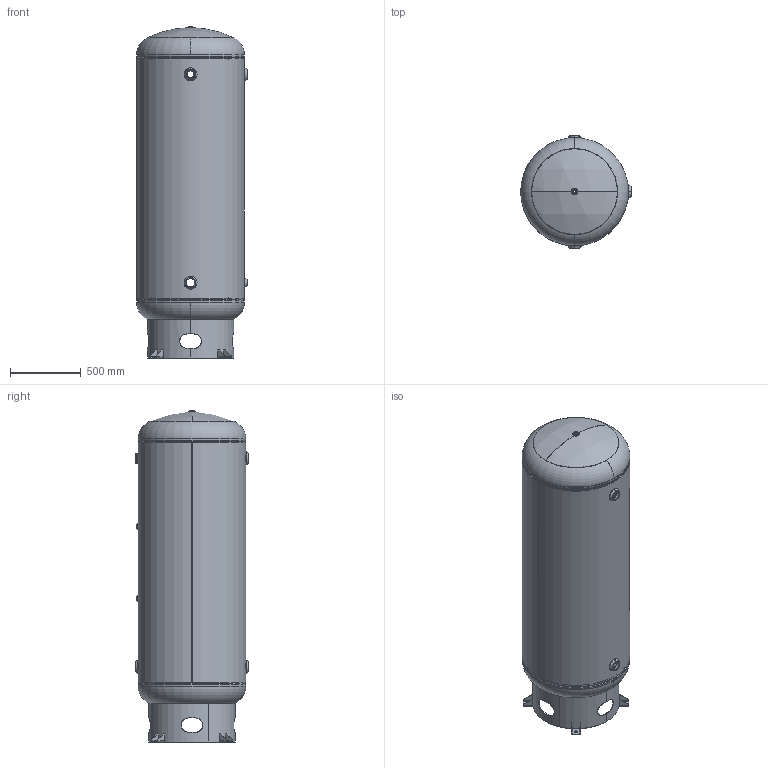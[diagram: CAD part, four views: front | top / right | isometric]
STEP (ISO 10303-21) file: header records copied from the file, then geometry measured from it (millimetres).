
FILE_DESCRIPTION (( 'STEP AP203' ), '1' );
FILE_NAME ('302428.STEP', '2012-02-14T18:59:28', ( '' ), ( '' ), 'SwSTEP 2.0', 'SolidWorks 2011', '' );
FILE_SCHEMA (( 'CONFIG_CONTROL_DESIGN' ));
Length unit declared in the file: inch
Products named in the file (1): 302428
Bounding box: 782.62 x 803.25 x 2347.78 mm (x, y, z)
Surface area: 11892935.2 mm2 (no closed solid volume)
Topology: 0 solids, 26 shells, 290 faces, 775 edges, 496 vertices
Faces by surface type: plane 101, cylinder 85, torus 76, bspline 20, sphere 8
Full cylindrical faces by diameter (mm): 750.468 x1, 762 x1
Entity records: 15532 total; most frequent: CARTESIAN_POINT 8242, DIRECTION 1596, ORIENTED_EDGE 1336, EDGE_CURVE 775, AXIS2_PLACEMENT_3D 650, VERTEX_POINT 496, CIRCLE 379, EDGE_LOOP 339
